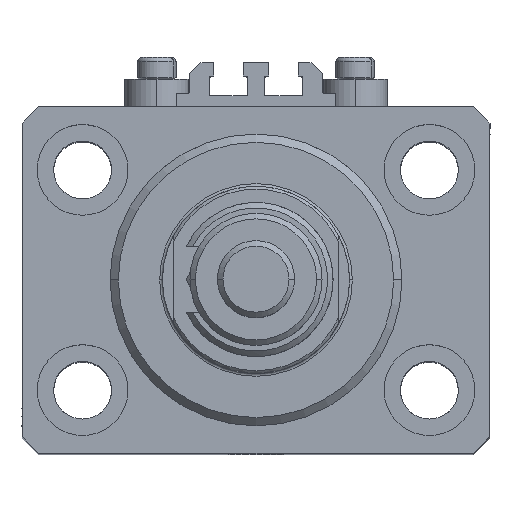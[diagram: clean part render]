
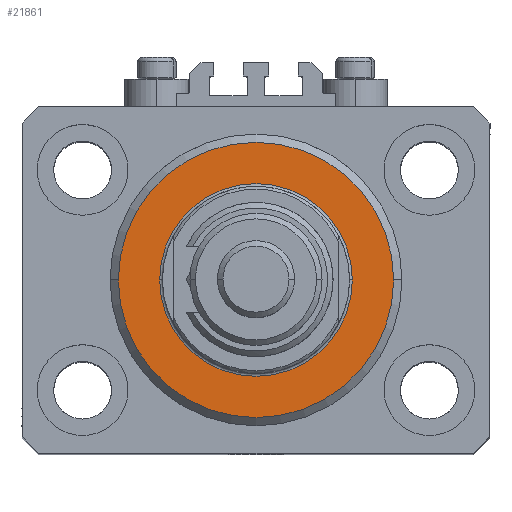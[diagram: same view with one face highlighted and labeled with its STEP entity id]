
A CAD part, top view. The second image highlights one B-rep face of the part: STEP entity #21861.
In plain terms, the highlighted face is planar.
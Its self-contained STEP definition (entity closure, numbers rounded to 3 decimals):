
#1528 = CARTESIAN_POINT ( 'NONE',  ( 0., 0., 0. ) ) ;
#1963 = EDGE_LOOP ( 'NONE', ( #7982, #41931 ) ) ;
#3716 = FACE_BOUND ( 'NONE', #42446, .T. ) ;
#4126 = ORIENTED_EDGE ( 'NONE', *, *, #23189, .T. ) ;
#6713 = DIRECTION ( 'NONE',  ( 0., 0., -1. ) ) ;
#7982 = ORIENTED_EDGE ( 'NONE', *, *, #41364, .T. ) ;
#10736 = AXIS2_PLACEMENT_3D ( 'NONE', #29649, #6713, #50486 ) ;
#14171 = DIRECTION ( 'NONE',  ( 1., 0., 0. ) ) ;
#16015 = CARTESIAN_POINT ( 'NONE',  ( -17.5, 0., 0. ) ) ;
#18100 = CARTESIAN_POINT ( 'NONE',  ( 17.5, 0., 0. ) ) ;
#18467 = EDGE_CURVE ( 'NONE', #32559, #45994, #41991, .T. ) ;
#19885 = DIRECTION ( 'NONE',  ( 1., 0., 0. ) ) ;
#21861 = ADVANCED_FACE ( 'NONE', ( #3716, #45975 ), #22797, .F. ) ;
#22011 = CARTESIAN_POINT ( 'NONE',  ( 25., 0., 0. ) ) ;
#22797 = PLANE ( 'NONE',  #33894 ) ;
#22997 = ORIENTED_EDGE ( 'NONE', *, *, #47543, .T. ) ;
#23189 = EDGE_CURVE ( 'NONE', #40378, #39597, #35717, .T. ) ;
#24967 = AXIS2_PLACEMENT_3D ( 'NONE', #44320, #28621, #19885 ) ;
#25027 = AXIS2_PLACEMENT_3D ( 'NONE', #1528, #48658, #36539 ) ;
#25228 = CIRCLE ( 'NONE', #30993, 17.5 ) ;
#26032 = CARTESIAN_POINT ( 'NONE',  ( 0., 0., 0. ) ) ;
#26916 = DIRECTION ( 'NONE',  ( 1., 0., 0. ) ) ;
#28621 = DIRECTION ( 'NONE',  ( 0., 0., -1. ) ) ;
#29649 = CARTESIAN_POINT ( 'NONE',  ( 0., 0., 0. ) ) ;
#30527 = CARTESIAN_POINT ( 'NONE',  ( 0., 0., 0. ) ) ;
#30993 = AXIS2_PLACEMENT_3D ( 'NONE', #26032, #32722, #14171 ) ;
#32559 = VERTEX_POINT ( 'NONE', #40629 ) ;
#32722 = DIRECTION ( 'NONE',  ( 0., 0., 1. ) ) ;
#33894 = AXIS2_PLACEMENT_3D ( 'NONE', #30527, #38489, #26916 ) ;
#35717 = CIRCLE ( 'NONE', #25027, 17.5 ) ;
#36539 = DIRECTION ( 'NONE',  ( 1., 0., 0. ) ) ;
#38489 = DIRECTION ( 'NONE',  ( 0., 0., 1. ) ) ;
#39597 = VERTEX_POINT ( 'NONE', #16015 ) ;
#40378 = VERTEX_POINT ( 'NONE', #18100 ) ;
#40629 = CARTESIAN_POINT ( 'NONE',  ( -25., 0., 0. ) ) ;
#41364 = EDGE_CURVE ( 'NONE', #45994, #32559, #47172, .T. ) ;
#41931 = ORIENTED_EDGE ( 'NONE', *, *, #18467, .T. ) ;
#41991 = CIRCLE ( 'NONE', #10736, 25. ) ;
#42446 = EDGE_LOOP ( 'NONE', ( #4126, #22997 ) ) ;
#44320 = CARTESIAN_POINT ( 'NONE',  ( 0., 0., 0. ) ) ;
#45975 = FACE_OUTER_BOUND ( 'NONE', #1963, .T. ) ;
#45994 = VERTEX_POINT ( 'NONE', #22011 ) ;
#47172 = CIRCLE ( 'NONE', #24967, 25. ) ;
#47543 = EDGE_CURVE ( 'NONE', #39597, #40378, #25228, .T. ) ;
#48658 = DIRECTION ( 'NONE',  ( 0., 0., 1. ) ) ;
#50486 = DIRECTION ( 'NONE',  ( 1., 0., 0. ) ) ;
